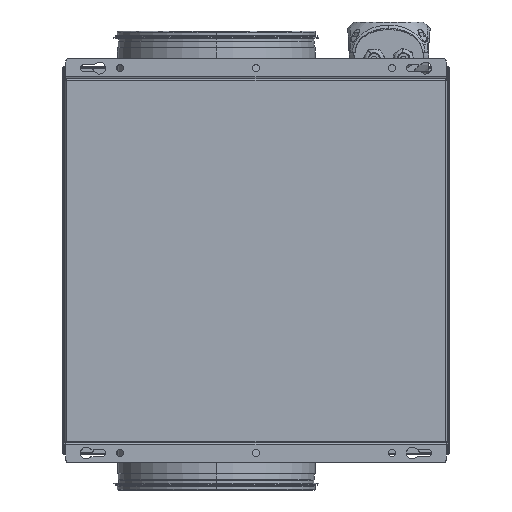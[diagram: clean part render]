
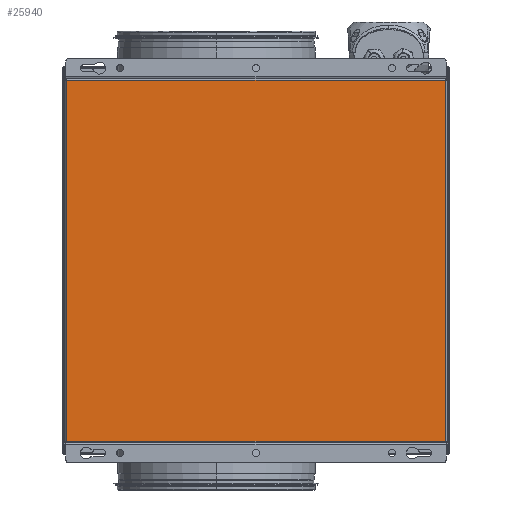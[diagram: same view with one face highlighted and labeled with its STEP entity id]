
A CAD part, front view. The second image highlights one B-rep face of the part: STEP entity #25940.
In plain terms, the highlighted planar face has unit normal (0, -1, 0).
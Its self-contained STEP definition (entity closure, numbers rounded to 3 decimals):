
#2422 = VERTEX_POINT ( 'NONE', #31104 ) ;
#5122 = LINE ( 'NONE', #35497, #46840 ) ;
#6627 = DIRECTION ( 'NONE',  ( 1., 0., 0. ) ) ;
#7599 = CARTESIAN_POINT ( 'NONE',  ( -240., 0., 229. ) ) ;
#10389 = EDGE_CURVE ( 'NONE', #52890, #123945, #45796, .T. ) ;
#18062 = EDGE_CURVE ( 'NONE', #55142, #52890, #63488, .T. ) ;
#21239 = ORIENTED_EDGE ( 'NONE', *, *, #74835, .T. ) ;
#24176 = VECTOR ( 'NONE', #6627, 1000. ) ;
#25940 = ADVANCED_FACE ( 'NONE', ( #116202 ), #35405, .F. ) ;
#31104 = CARTESIAN_POINT ( 'NONE',  ( -238., 0., 227. ) ) ;
#35405 = PLANE ( 'NONE',  #69914 ) ;
#35497 = CARTESIAN_POINT ( 'NONE',  ( 238., 0., 227. ) ) ;
#35701 = CARTESIAN_POINT ( 'NONE',  ( -238., 0., 229. ) ) ;
#45796 = LINE ( 'NONE', #65835, #69275 ) ;
#46840 = VECTOR ( 'NONE', #65861, 1000. ) ;
#52890 = VERTEX_POINT ( 'NONE', #58782 ) ;
#53411 = CARTESIAN_POINT ( 'NONE',  ( 238., 0., 227. ) ) ;
#55142 = VERTEX_POINT ( 'NONE', #96730 ) ;
#56355 = LINE ( 'NONE', #35701, #99528 ) ;
#58782 = CARTESIAN_POINT ( 'NONE',  ( 238., 0., -227. ) ) ;
#63488 = LINE ( 'NONE', #95208, #24176 ) ;
#64476 = DIRECTION ( 'NONE',  ( 0., 0., 1. ) ) ;
#65835 = CARTESIAN_POINT ( 'NONE',  ( 238., 0., -229. ) ) ;
#65861 = DIRECTION ( 'NONE',  ( -1., 0., 0. ) ) ;
#69275 = VECTOR ( 'NONE', #76194, 1000. ) ;
#69914 = AXIS2_PLACEMENT_3D ( 'NONE', #7599, #115561, #64476 ) ;
#74835 = EDGE_CURVE ( 'NONE', #2422, #55142, #56355, .T. ) ;
#75141 = DIRECTION ( 'NONE',  ( 0., 0., -1. ) ) ;
#76194 = DIRECTION ( 'NONE',  ( 0., 0., 1. ) ) ;
#94271 = EDGE_LOOP ( 'NONE', ( #107546, #114914, #101321, #21239 ) ) ;
#95208 = CARTESIAN_POINT ( 'NONE',  ( -238., 0., -227. ) ) ;
#96730 = CARTESIAN_POINT ( 'NONE',  ( -238., 0., -227. ) ) ;
#99528 = VECTOR ( 'NONE', #75141, 1000. ) ;
#101321 = ORIENTED_EDGE ( 'NONE', *, *, #109609, .T. ) ;
#107546 = ORIENTED_EDGE ( 'NONE', *, *, #18062, .T. ) ;
#109609 = EDGE_CURVE ( 'NONE', #123945, #2422, #5122, .T. ) ;
#114914 = ORIENTED_EDGE ( 'NONE', *, *, #10389, .T. ) ;
#115561 = DIRECTION ( 'NONE',  ( 0., 1., 0. ) ) ;
#116202 = FACE_OUTER_BOUND ( 'NONE', #94271, .T. ) ;
#123945 = VERTEX_POINT ( 'NONE', #53411 ) ;
